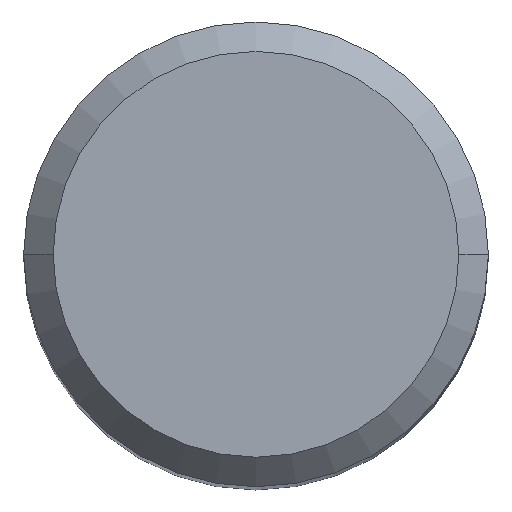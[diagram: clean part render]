
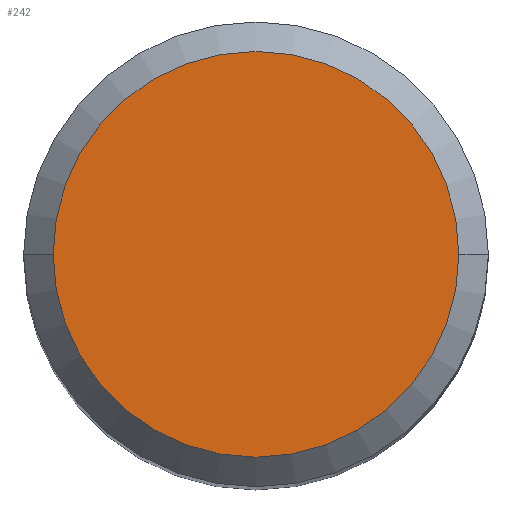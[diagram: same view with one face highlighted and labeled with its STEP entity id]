
A CAD part, top view. The second image highlights one B-rep face of the part: STEP entity #242.
In plain terms, the highlighted planar face has unit normal (0, 0, 1).
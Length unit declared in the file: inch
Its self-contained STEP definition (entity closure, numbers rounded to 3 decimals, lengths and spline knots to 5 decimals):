
#14 = DIRECTION ( 'NONE',  ( 1., 0., 0. ) ) ;
#25 = EDGE_CURVE ( 'NONE', #437, #236, #387, .T. ) ;
#27 = DIRECTION ( 'NONE',  ( -1., 0., 0. ) ) ;
#63 = DIRECTION ( 'NONE',  ( 0., 0., 1. ) ) ;
#90 = PLANE ( 'NONE',  #452 ) ;
#93 = AXIS2_PLACEMENT_3D ( 'NONE', #163, #191, #262 ) ;
#120 = FACE_OUTER_BOUND ( 'NONE', #343, .T. ) ;
#163 = CARTESIAN_POINT ( 'NONE',  ( 0., 0., 0. ) ) ;
#191 = DIRECTION ( 'NONE',  ( 0., 0., 1. ) ) ;
#202 = CARTESIAN_POINT ( 'NONE',  ( 0., 0., 0. ) ) ;
#216 = EDGE_CURVE ( 'NONE', #236, #437, #293, .T. ) ;
#230 = CARTESIAN_POINT ( 'NONE',  ( 0., 0.1031, 0. ) ) ;
#236 = VERTEX_POINT ( 'NONE', #421 ) ;
#237 = CARTESIAN_POINT ( 'NONE',  ( 0.1031, 0., 0. ) ) ;
#242 = ADVANCED_FACE ( 'NONE', ( #120 ), #90, .F. ) ;
#257 = ORIENTED_EDGE ( 'NONE', *, *, #25, .T. ) ;
#262 = DIRECTION ( 'NONE',  ( 1., 0., 0. ) ) ;
#293 = CIRCLE ( 'NONE', #93, 0.1031 ) ;
#333 = ORIENTED_EDGE ( 'NONE', *, *, #216, .T. ) ;
#343 = EDGE_LOOP ( 'NONE', ( #333, #257 ) ) ;
#387 = CIRCLE ( 'NONE', #464, 0.1031 ) ;
#421 = CARTESIAN_POINT ( 'NONE',  ( -0.1031, 0., 0. ) ) ;
#437 = VERTEX_POINT ( 'NONE', #237 ) ;
#452 = AXIS2_PLACEMENT_3D ( 'NONE', #230, #455, #27 ) ;
#455 = DIRECTION ( 'NONE',  ( 0., 0., -1. ) ) ;
#464 = AXIS2_PLACEMENT_3D ( 'NONE', #202, #63, #14 ) ;
